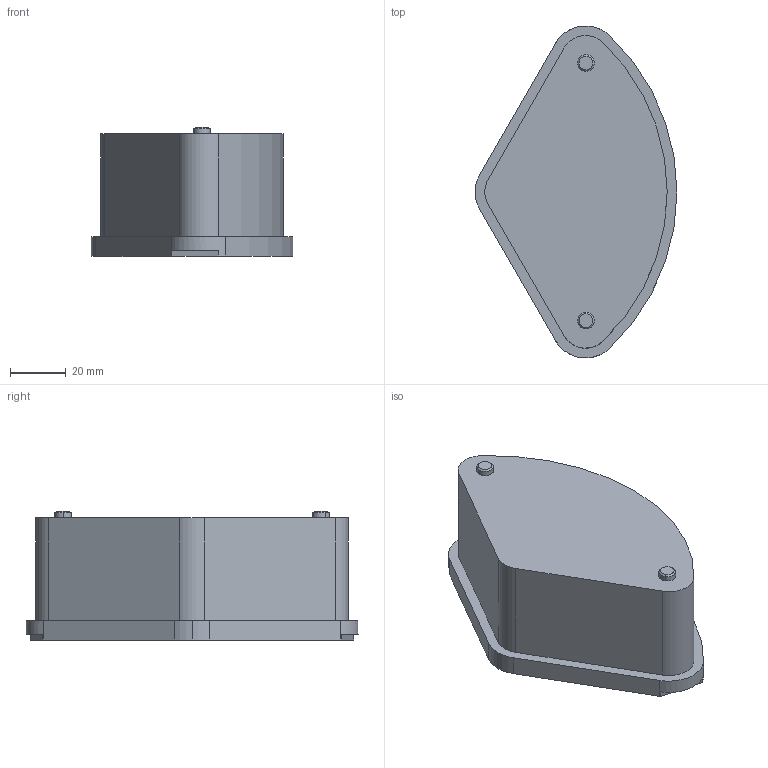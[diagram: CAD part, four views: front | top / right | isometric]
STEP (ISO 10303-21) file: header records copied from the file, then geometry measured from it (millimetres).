
FILE_DESCRIPTION (( 'STEP AP214' ), '1' );
FILE_NAME ('50509058_Segmento_2x31_bohlendoyen.STEP', '2026-04-10T12:11:49', ( '' ), ( '' ), 'SwSTEP 2.0', 'SolidWorks 2025', '' );
FILE_SCHEMA (( 'AUTOMOTIVE_DESIGN' ));
Length unit declared in the file: millimetre
Products named in the file (1): 50509058_Segmento_2x31_bohlendoyen
Bounding box: 72.7 x 119.57 x 46.7 mm (x, y, z)
Volume: 212796.5 mm3; surface area: 25805.2 mm2
Topology: 1 solids, 1 shells, 278 faces, 695 edges, 454 vertices
Faces by surface type: plane 140, bspline 88, cylinder 34, cone 12, torus 4
Entity records: 13226 total; most frequent: CARTESIAN_POINT 7068, ORIENTED_EDGE 1390, DIRECTION 1005, EDGE_CURVE 695, VERTEX_POINT 454, VECTOR 415, LINE 415, EDGE_LOOP 313
